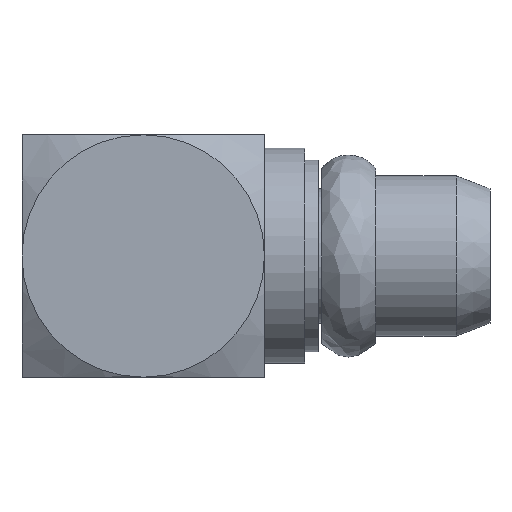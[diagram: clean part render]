
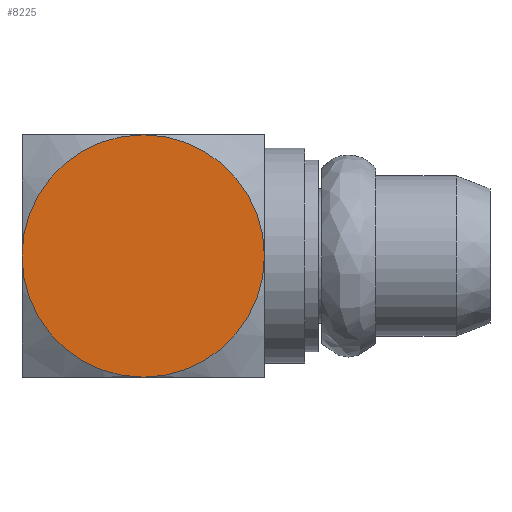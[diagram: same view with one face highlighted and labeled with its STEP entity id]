
A CAD part, left-side view. The second image highlights one B-rep face of the part: STEP entity #8225.
In plain terms, the highlighted planar face has unit normal (-1, 0, 0).
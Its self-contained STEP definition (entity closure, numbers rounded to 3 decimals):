
#24 = DIRECTION ( 'NONE',  ( -1., 0., 0. ) ) ;
#545 = DIRECTION ( 'NONE',  ( 0., 0., -1. ) ) ;
#576 = DIRECTION ( 'NONE',  ( 0., 0., -1. ) ) ;
#729 = VERTEX_POINT ( 'NONE', #2126 ) ;
#827 = CIRCLE ( 'NONE', #6657, 1.8 ) ;
#1114 = ORIENTED_EDGE ( 'NONE', *, *, #1803, .T. ) ;
#1347 = CARTESIAN_POINT ( 'NONE',  ( -2., 0., 0. ) ) ;
#1398 = FACE_OUTER_BOUND ( 'NONE', #5644, .T. ) ;
#1613 = ORIENTED_EDGE ( 'NONE', *, *, #3818, .T. ) ;
#1803 = EDGE_CURVE ( 'NONE', #3656, #3536, #827, .T. ) ;
#1975 = EDGE_CURVE ( 'NONE', #3536, #7642, #2428, .T. ) ;
#2082 = CARTESIAN_POINT ( 'NONE',  ( -2., 0., 0. ) ) ;
#2126 = CARTESIAN_POINT ( 'NONE',  ( -2., 1.8, 0. ) ) ;
#2428 = CIRCLE ( 'NONE', #4745, 1.8 ) ;
#3410 = AXIS2_PLACEMENT_3D ( 'NONE', #5816, #8606, #545 ) ;
#3536 = VERTEX_POINT ( 'NONE', #5727 ) ;
#3656 = VERTEX_POINT ( 'NONE', #7639 ) ;
#3818 = EDGE_CURVE ( 'NONE', #7642, #729, #5910, .T. ) ;
#4314 = DIRECTION ( 'NONE',  ( 0., 0., -1. ) ) ;
#4745 = AXIS2_PLACEMENT_3D ( 'NONE', #2082, #24, #4314 ) ;
#4815 = DIRECTION ( 'NONE',  ( -1., 0., 0. ) ) ;
#5232 = AXIS2_PLACEMENT_3D ( 'NONE', #5602, #6832, #576 ) ;
#5563 = DIRECTION ( 'NONE',  ( 0., 0., -1. ) ) ;
#5602 = CARTESIAN_POINT ( 'NONE',  ( -2., 0., 0. ) ) ;
#5633 = ORIENTED_EDGE ( 'NONE', *, *, #1975, .T. ) ;
#5644 = EDGE_LOOP ( 'NONE', ( #6082, #1114, #5633, #1613 ) ) ;
#5682 = AXIS2_PLACEMENT_3D ( 'NONE', #6194, #7612, #5563 ) ;
#5727 = CARTESIAN_POINT ( 'NONE',  ( -2., -1.8, 0. ) ) ;
#5816 = CARTESIAN_POINT ( 'NONE',  ( -2., 0., 0. ) ) ;
#5910 = CIRCLE ( 'NONE', #3410, 1.8 ) ;
#6082 = ORIENTED_EDGE ( 'NONE', *, *, #6440, .F. ) ;
#6194 = CARTESIAN_POINT ( 'NONE',  ( -2., 0., 0. ) ) ;
#6440 = EDGE_CURVE ( 'NONE', #3656, #729, #8747, .T. ) ;
#6657 = AXIS2_PLACEMENT_3D ( 'NONE', #1347, #4815, #8971 ) ;
#6832 = DIRECTION ( 'NONE',  ( 1., 0., 0. ) ) ;
#6878 = PLANE ( 'NONE',  #5232 ) ;
#7612 = DIRECTION ( 'NONE',  ( 1., 0., 0. ) ) ;
#7639 = CARTESIAN_POINT ( 'NONE',  ( -2., 0., -1.8 ) ) ;
#7642 = VERTEX_POINT ( 'NONE', #7664 ) ;
#7664 = CARTESIAN_POINT ( 'NONE',  ( -2., 0., 1.8 ) ) ;
#8225 = ADVANCED_FACE ( 'NONE', ( #1398 ), #6878, .F. ) ;
#8606 = DIRECTION ( 'NONE',  ( -1., 0., 0. ) ) ;
#8747 = CIRCLE ( 'NONE', #5682, 1.8 ) ;
#8971 = DIRECTION ( 'NONE',  ( 0., 0., -1. ) ) ;
